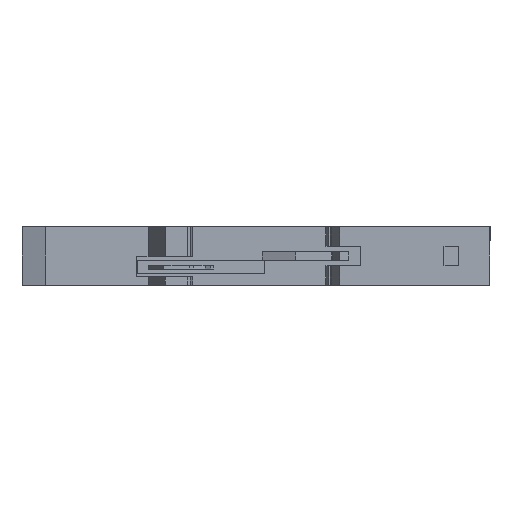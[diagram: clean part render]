
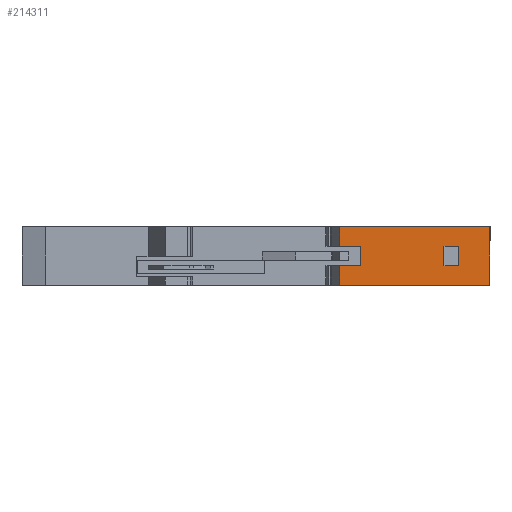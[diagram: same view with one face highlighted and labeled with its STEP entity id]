
A CAD part, front view. The second image highlights one B-rep face of the part: STEP entity #214311.
In plain terms, the highlighted planar face has unit normal (0, -1, 0).
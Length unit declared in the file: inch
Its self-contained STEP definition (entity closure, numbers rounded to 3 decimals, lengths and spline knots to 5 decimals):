
#3518 = LINE ( 'NONE', #236124, #186943 ) ;
#5656 = EDGE_CURVE ( 'NONE', #61187, #162296, #177384, .T. ) ;
#12639 = ORIENTED_EDGE ( 'NONE', *, *, #140023, .F. ) ;
#17774 = EDGE_CURVE ( 'NONE', #119552, #27653, #141413, .T. ) ;
#19116 = EDGE_CURVE ( 'NONE', #61187, #140559, #52096, .T. ) ;
#23747 = VECTOR ( 'NONE', #247673, 39.37008 ) ;
#27653 = VERTEX_POINT ( 'NONE', #187675 ) ;
#29280 = CARTESIAN_POINT ( 'NONE',  ( 1.9685, -0.99213, 0.24606 ) ) ;
#29395 = EDGE_CURVE ( 'NONE', #42468, #116142, #120433, .T. ) ;
#30038 = CARTESIAN_POINT ( 'NONE',  ( 0.5885, -0.99213, 0.081 ) ) ;
#33674 = EDGE_CURVE ( 'NONE', #140559, #42468, #306113, .T. ) ;
#39274 = DIRECTION ( 'NONE',  ( 1., 0., 0. ) ) ;
#40026 = EDGE_LOOP ( 'NONE', ( #190994, #95737, #152440, #166690, #85892, #251628, #233612, #168833 ) ) ;
#42468 = VERTEX_POINT ( 'NONE', #210117 ) ;
#43915 = CARTESIAN_POINT ( 'NONE',  ( -1.9685, -0.99213, 0.24606 ) ) ;
#51687 = DIRECTION ( 'NONE',  ( 0., 0., -1. ) ) ;
#51740 = EDGE_CURVE ( 'NONE', #27653, #179376, #238800, .T. ) ;
#51909 = CARTESIAN_POINT ( 'NONE',  ( -1.9685, -0.99213, 0.24606 ) ) ;
#52096 = LINE ( 'NONE', #62644, #239106 ) ;
#61187 = VERTEX_POINT ( 'NONE', #302422 ) ;
#61563 = DIRECTION ( 'NONE',  ( 0., 0., 1. ) ) ;
#62644 = CARTESIAN_POINT ( 'NONE',  ( 0.70659, -0.99213, -0.24606 ) ) ;
#85892 = ORIENTED_EDGE ( 'NONE', *, *, #19116, .F. ) ;
#88282 = CARTESIAN_POINT ( 'NONE',  ( 0.875, -0.99213, 0.081 ) ) ;
#89284 = DIRECTION ( 'NONE',  ( 0., 0., -1. ) ) ;
#94564 = CARTESIAN_POINT ( 'NONE',  ( 1.704, -0.99213, 0.083 ) ) ;
#95169 = CARTESIAN_POINT ( 'NONE',  ( 1.5815, -0.99213, 0.083 ) ) ;
#95737 = ORIENTED_EDGE ( 'NONE', *, *, #104114, .F. ) ;
#96357 = VECTOR ( 'NONE', #51687, 39.37008 ) ;
#103914 = LINE ( 'NONE', #29280, #96357 ) ;
#104114 = EDGE_CURVE ( 'NONE', #116142, #119552, #179811, .T. ) ;
#104847 = CARTESIAN_POINT ( 'NONE',  ( 0.70659, -0.99213, -0.081 ) ) ;
#111703 = DIRECTION ( 'NONE',  ( 0., 0., 1. ) ) ;
#112322 = LINE ( 'NONE', #234287, #169672 ) ;
#116142 = VERTEX_POINT ( 'NONE', #196737 ) ;
#119552 = VERTEX_POINT ( 'NONE', #195853 ) ;
#120433 = LINE ( 'NONE', #88282, #162329 ) ;
#121256 = VERTEX_POINT ( 'NONE', #213221 ) ;
#126284 = VECTOR ( 'NONE', #196432, 39.37008 ) ;
#137408 = EDGE_LOOP ( 'NONE', ( #280835, #247554, #12639, #140214 ) ) ;
#140023 = EDGE_CURVE ( 'NONE', #152601, #276955, #309592, .T. ) ;
#140214 = ORIENTED_EDGE ( 'NONE', *, *, #228625, .F. ) ;
#140559 = VERTEX_POINT ( 'NONE', #104847 ) ;
#141413 = LINE ( 'NONE', #283305, #240593 ) ;
#152440 = ORIENTED_EDGE ( 'NONE', *, *, #29395, .F. ) ;
#152601 = VERTEX_POINT ( 'NONE', #94564 ) ;
#162296 = VERTEX_POINT ( 'NONE', #284337 ) ;
#162329 = VECTOR ( 'NONE', #61563, 39.37008 ) ;
#166690 = ORIENTED_EDGE ( 'NONE', *, *, #33674, .F. ) ;
#168675 = DIRECTION ( 'NONE',  ( 0., 0., 1. ) ) ;
#168833 = ORIENTED_EDGE ( 'NONE', *, *, #51740, .F. ) ;
#169672 = VECTOR ( 'NONE', #89284, 39.37008 ) ;
#174333 = DIRECTION ( 'NONE',  ( 1., 0., 0. ) ) ;
#174564 = DIRECTION ( 'NONE',  ( 1., 0., 0. ) ) ;
#177384 = LINE ( 'NONE', #198805, #215707 ) ;
#179376 = VERTEX_POINT ( 'NONE', #204865 ) ;
#179811 = LINE ( 'NONE', #30038, #187487 ) ;
#186943 = VECTOR ( 'NONE', #284029, 39.37008 ) ;
#187487 = VECTOR ( 'NONE', #198561, 39.37008 ) ;
#187675 = CARTESIAN_POINT ( 'NONE',  ( 0.70659, -0.99213, 0.24606 ) ) ;
#190994 = ORIENTED_EDGE ( 'NONE', *, *, #17774, .F. ) ;
#195853 = CARTESIAN_POINT ( 'NONE',  ( 0.70659, -0.99213, 0.081 ) ) ;
#196432 = DIRECTION ( 'NONE',  ( -1., 0., 0. ) ) ;
#196579 = VERTEX_POINT ( 'NONE', #291340 ) ;
#196737 = CARTESIAN_POINT ( 'NONE',  ( 0.875, -0.99213, 0.081 ) ) ;
#198561 = DIRECTION ( 'NONE',  ( -1., 0., 0. ) ) ;
#198805 = CARTESIAN_POINT ( 'NONE',  ( -1.9685, -0.99213, -0.24606 ) ) ;
#198958 = CARTESIAN_POINT ( 'NONE',  ( 1.5815, -0.99213, 0.083 ) ) ;
#199094 = AXIS2_PLACEMENT_3D ( 'NONE', #43915, #216664, #168675 ) ;
#200993 = FACE_OUTER_BOUND ( 'NONE', #40026, .T. ) ;
#204865 = CARTESIAN_POINT ( 'NONE',  ( 1.9685, -0.99213, 0.24606 ) ) ;
#210117 = CARTESIAN_POINT ( 'NONE',  ( 0.875, -0.99213, -0.081 ) ) ;
#213221 = CARTESIAN_POINT ( 'NONE',  ( 1.5815, -0.99213, -0.083 ) ) ;
#214311 = ADVANCED_FACE ( 'NONE', ( #269908, #200993 ), #289135, .F. ) ;
#215707 = VECTOR ( 'NONE', #174333, 39.37008 ) ;
#216664 = DIRECTION ( 'NONE',  ( 0., 1., 0. ) ) ;
#221082 = CARTESIAN_POINT ( 'NONE',  ( 0.5885, -0.99213, -0.081 ) ) ;
#228625 = EDGE_CURVE ( 'NONE', #196579, #152601, #3518, .T. ) ;
#230278 = EDGE_CURVE ( 'NONE', #276955, #121256, #112322, .T. ) ;
#231183 = DIRECTION ( 'NONE',  ( 0., 0., 1. ) ) ;
#233612 = ORIENTED_EDGE ( 'NONE', *, *, #262888, .F. ) ;
#234287 = CARTESIAN_POINT ( 'NONE',  ( 1.5815, -0.99213, 0.083 ) ) ;
#235155 = VECTOR ( 'NONE', #39274, 39.37008 ) ;
#236124 = CARTESIAN_POINT ( 'NONE',  ( 1.704, -0.99213, 0.083 ) ) ;
#238800 = LINE ( 'NONE', #51909, #299873 ) ;
#239106 = VECTOR ( 'NONE', #111703, 39.37008 ) ;
#240593 = VECTOR ( 'NONE', #231183, 39.37008 ) ;
#247554 = ORIENTED_EDGE ( 'NONE', *, *, #230278, .F. ) ;
#247673 = DIRECTION ( 'NONE',  ( 1., 0., 0. ) ) ;
#251628 = ORIENTED_EDGE ( 'NONE', *, *, #5656, .T. ) ;
#262888 = EDGE_CURVE ( 'NONE', #179376, #162296, #103914, .T. ) ;
#269908 = FACE_BOUND ( 'NONE', #137408, .T. ) ;
#276955 = VERTEX_POINT ( 'NONE', #198958 ) ;
#278128 = EDGE_CURVE ( 'NONE', #121256, #196579, #299975, .T. ) ;
#280835 = ORIENTED_EDGE ( 'NONE', *, *, #278128, .F. ) ;
#283305 = CARTESIAN_POINT ( 'NONE',  ( 0.70659, -0.99213, -0.24606 ) ) ;
#284029 = DIRECTION ( 'NONE',  ( 0., 0., 1. ) ) ;
#284337 = CARTESIAN_POINT ( 'NONE',  ( 1.9685, -0.99213, -0.24606 ) ) ;
#289135 = PLANE ( 'NONE',  #199094 ) ;
#291340 = CARTESIAN_POINT ( 'NONE',  ( 1.704, -0.99213, -0.083 ) ) ;
#299873 = VECTOR ( 'NONE', #174564, 39.37008 ) ;
#299975 = LINE ( 'NONE', #303739, #235155 ) ;
#302422 = CARTESIAN_POINT ( 'NONE',  ( 0.70659, -0.99213, -0.24606 ) ) ;
#303739 = CARTESIAN_POINT ( 'NONE',  ( 1.5815, -0.99213, -0.083 ) ) ;
#306113 = LINE ( 'NONE', #221082, #23747 ) ;
#309592 = LINE ( 'NONE', #95169, #126284 ) ;
